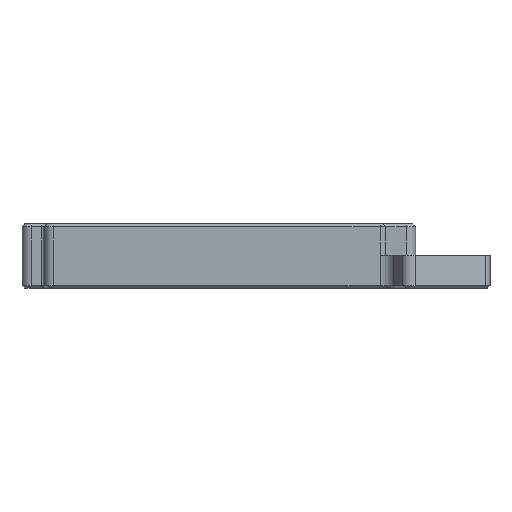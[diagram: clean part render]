
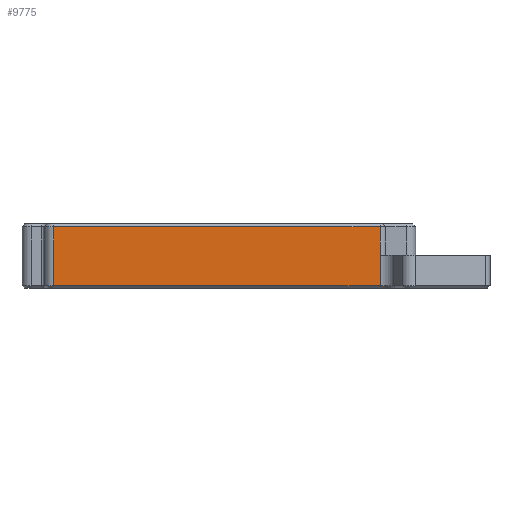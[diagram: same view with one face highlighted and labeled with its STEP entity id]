
A CAD part, left-side view. The second image highlights one B-rep face of the part: STEP entity #9775.
In plain terms, the highlighted planar face has unit normal (-1, 0, 0).
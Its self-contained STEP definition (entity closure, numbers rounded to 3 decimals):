
#284=CIRCLE('',#10364,1.1);
#828=FACE_OUTER_BOUND('',#1373,.T.);
#1373=EDGE_LOOP('',(#6622,#6623,#6624,#6625,#6626,#6627));
#2001=LINE('',#14744,#3033);
#2006=LINE('',#14759,#3038);
#2008=LINE('',#14765,#3040);
#2009=LINE('',#14769,#3041);
#2010=LINE('',#14770,#3042);
#3033=VECTOR('',#11486,10.);
#3038=VECTOR('',#11501,2.);
#3040=VECTOR('',#11507,3.3);
#3041=VECTOR('',#11510,10.);
#3042=VECTOR('',#11511,10.);
#4068=VERTEX_POINT('',#14734);
#4070=VERTEX_POINT('',#14740);
#4076=VERTEX_POINT('',#14758);
#4078=VERTEX_POINT('',#14764);
#4079=VERTEX_POINT('',#14766);
#4080=VERTEX_POINT('',#14768);
#5067=EDGE_CURVE('',#4068,#4070,#2001,.T.);
#5074=EDGE_CURVE('',#4076,#4070,#2006,.T.);
#5077=EDGE_CURVE('',#4068,#4078,#2008,.T.);
#5078=EDGE_CURVE('',#4079,#4078,#284,.F.);
#5079=EDGE_CURVE('',#4080,#4079,#2009,.T.);
#5080=EDGE_CURVE('',#4076,#4080,#2010,.T.);
#6622=ORIENTED_EDGE('',*,*,#5067,.F.);
#6623=ORIENTED_EDGE('',*,*,#5077,.T.);
#6624=ORIENTED_EDGE('',*,*,#5078,.F.);
#6625=ORIENTED_EDGE('',*,*,#5079,.F.);
#6626=ORIENTED_EDGE('',*,*,#5080,.F.);
#6627=ORIENTED_EDGE('',*,*,#5074,.T.);
#9474=PLANE('',#10363);
#9775=ADVANCED_FACE('',(#828),#9474,.F.);
#10363=AXIS2_PLACEMENT_3D('',#14763,#11505,#11506);
#10364=AXIS2_PLACEMENT_3D('',#14767,#11508,#11509);
#11486=DIRECTION('',(0.,1.,0.));
#11501=DIRECTION('',(0.,0.,-1.));
#11505=DIRECTION('center_axis',(1.,0.,0.));
#11506=DIRECTION('ref_axis',(0.,0.,-1.));
#11507=DIRECTION('',(0.,0.,1.));
#11508=DIRECTION('center_axis',(0.,0.,-1.));
#11509=DIRECTION('ref_axis',(-0.5,-0.866,0.));
#11510=DIRECTION('',(0.,0.,-1.));
#11511=DIRECTION('',(0.,-1.,0.));
#14734=CARTESIAN_POINT('',(163.385,-118.636,-2.75));
#14740=CARTESIAN_POINT('',(163.385,-50.155,-2.75));
#14744=CARTESIAN_POINT('',(163.385,-70.376,-2.75));
#14758=CARTESIAN_POINT('',(163.385,-50.155,9.6));
#14759=CARTESIAN_POINT('',(163.385,-50.155,0.));
#14763=CARTESIAN_POINT('Origin',(163.385,-47.655,0.));
#14764=CARTESIAN_POINT('',(163.385,-118.636,3.65));
#14765=CARTESIAN_POINT('',(163.385,-118.636,0.));
#14766=CARTESIAN_POINT('',(163.385,-118.635,3.65));
#14767=CARTESIAN_POINT('Origin',(164.485,-118.635,3.65));
#14768=CARTESIAN_POINT('',(163.385,-118.635,9.6));
#14769=CARTESIAN_POINT('',(163.385,-118.635,3.538));
#14770=CARTESIAN_POINT('',(163.385,-70.376,9.6));
